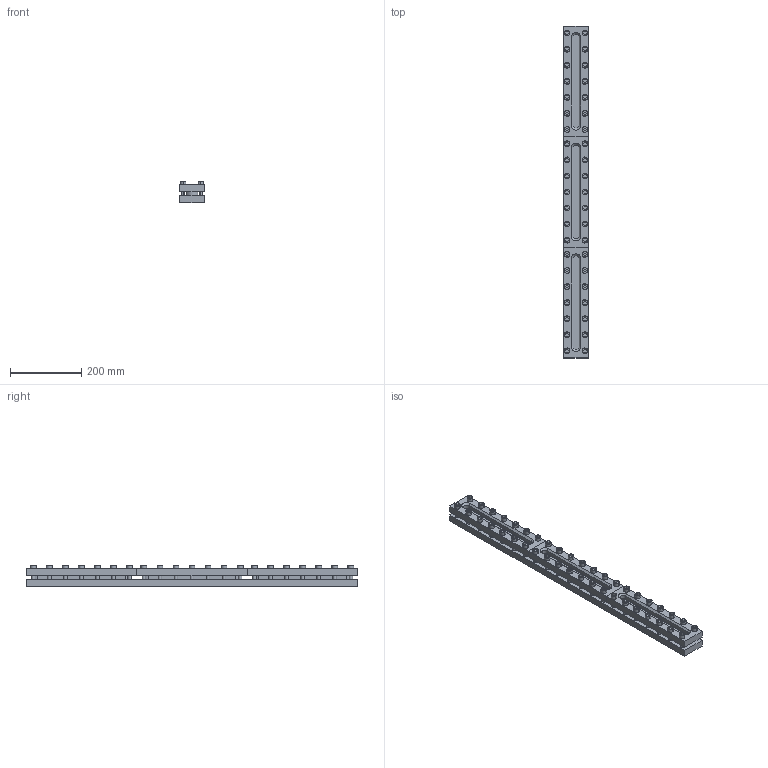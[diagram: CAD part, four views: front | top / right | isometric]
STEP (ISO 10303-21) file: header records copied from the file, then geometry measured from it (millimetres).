
FILE_DESCRIPTION (( 'STEP AP214' ), '1' );
FILE_NAME ('BS03_09_Behälter-Schauglas.STEP', '2020-09-15T08:03:55', ( '' ), ( '' ), 'SwSTEP 2.0', 'SolidWorks 2020', '' );
FILE_SCHEMA (( 'AUTOMOTIVE_DESIGN' ));
Length unit declared in the file: millimetre
Products named in the file (6): DIN 912 M10x40; BS03-01-09_Grundflansch; BS03_09_Behälter-Schauglas; BS03-03-04_Glasplatte; BS03-02-04_Deckelflansch; BS03-04-04_Dichtung
Assembly tree (55 placements, depth 2):
  BS03_09_Behälter-Schauglas
    BS03-01-09_Grundflansch
    BS03-04-04_Dichtung  x6
    BS03-03-04_Glasplatte  x3
    BS03-02-04_Deckelflansch  x3
    DIN 912 M10x40  x42
Bounding box: 70 x 930 x 61 mm (x, y, z)
Volume: 2454858.4 mm3; surface area: 643923.3 mm2
Topology: 55 solids, 55 shells, 1416 faces, 3183 edges, 1928 vertices
Faces by surface type: plane 552, cylinder 426, cone 258, torus 180
Entity records: 12391 total; most frequent: DIRECTION 2107, CARTESIAN_POINT 1977, ORIENTED_EDGE 1710, EDGE_CURVE 855, AXIS2_PLACEMENT_3D 836, VERTEX_POINT 522, EDGE_LOOP 479, LINE 435
